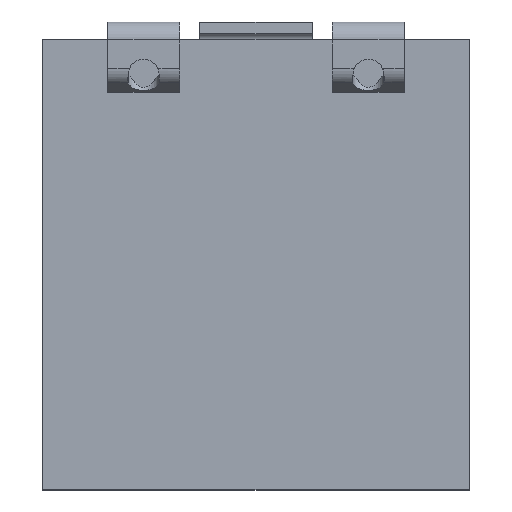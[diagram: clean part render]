
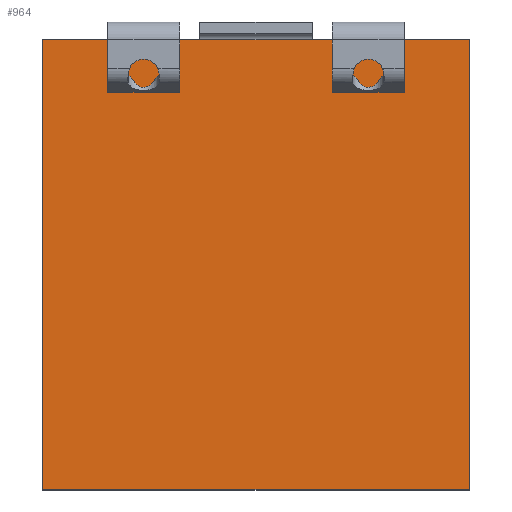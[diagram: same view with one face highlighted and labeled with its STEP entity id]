
A CAD part, top view. The second image highlights one B-rep face of the part: STEP entity #964.
In plain terms, the highlighted planar face has unit normal (0, 0, 1).
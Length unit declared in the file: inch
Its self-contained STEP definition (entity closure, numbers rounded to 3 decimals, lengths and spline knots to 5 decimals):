
#781=CARTESIAN_POINT('',(-0.06727,0.09303,0.));
#782=VERTEX_POINT('',#781);
#804=CARTESIAN_POINT('',(-0.05673,0.09303,0.));
#805=VERTEX_POINT('',#804);
#813=CARTESIAN_POINT('',(-0.05673,0.09303,-0.));
#814=CARTESIAN_POINT('',(-0.05717,0.09217,0.));
#815=CARTESIAN_POINT('',(-0.05805,0.09092,0.));
#816=CARTESIAN_POINT('',(-0.0598,0.08936,0.));
#817=CARTESIAN_POINT('',(-0.062,0.08869,0.));
#818=CARTESIAN_POINT('',(-0.0642,0.08936,0.));
#819=CARTESIAN_POINT('',(-0.06595,0.09092,0.));
#820=CARTESIAN_POINT('',(-0.06683,0.09217,0.));
#821=CARTESIAN_POINT('',(-0.06727,0.09303,-0.));
#822=B_SPLINE_CURVE_WITH_KNOTS('',3,(#813,#814,#815,#816,#817,#818,#819,#820,#821),.UNSPECIFIED.,.F.,.F.,(4,1,1,1,1,1,4),(0.,0.125,0.25,0.5,0.75,0.875,1.),.UNSPECIFIED.);
#823=EDGE_CURVE('',#805,#782,#822,.T.);
#828=CARTESIAN_POINT('',(-0.012,0.01,0.));
#829=DIRECTION('',(0.,0.,1.));
#830=DIRECTION('',(-1.,0.,0.));
#831=AXIS2_PLACEMENT_3D('',#828,#829,#830);
#832=PLANE('',#831);
#833=CARTESIAN_POINT('',(-0.107,-0.09,0.));
#834=VERTEX_POINT('',#833);
#835=CARTESIAN_POINT('',(-0.107,0.11,0.));
#836=VERTEX_POINT('',#835);
#837=CARTESIAN_POINT('',(-0.107,-0.09,0.));
#838=DIRECTION('',(0.,1.,0.));
#839=VECTOR('',#838,0.2);
#840=LINE('',#837,#839);
#841=EDGE_CURVE('',#834,#836,#840,.T.);
#842=ORIENTED_EDGE('',*,*,#841,.F.);
#843=CARTESIAN_POINT('',(0.083,-0.09,0.));
#844=VERTEX_POINT('',#843);
#845=CARTESIAN_POINT('',(0.083,-0.09,0.));
#846=DIRECTION('',(-1.,0.,0.));
#847=VECTOR('',#846,0.19);
#848=LINE('',#845,#847);
#849=EDGE_CURVE('',#844,#834,#848,.T.);
#850=ORIENTED_EDGE('',*,*,#849,.F.);
#851=CARTESIAN_POINT('',(0.083,0.11,0.));
#852=VERTEX_POINT('',#851);
#853=CARTESIAN_POINT('',(0.083,-0.09,0.));
#854=DIRECTION('',(0.,1.,0.));
#855=VECTOR('',#854,0.2);
#856=LINE('',#853,#855);
#857=EDGE_CURVE('',#844,#852,#856,.T.);
#858=ORIENTED_EDGE('',*,*,#857,.T.);
#859=CARTESIAN_POINT('',(0.083,0.11,0.));
#860=DIRECTION('',(-1.,0.,0.));
#861=VECTOR('',#860,0.19);
#862=LINE('',#859,#861);
#863=EDGE_CURVE('',#852,#836,#862,.T.);
#864=ORIENTED_EDGE('',*,*,#863,.T.);
#865=EDGE_LOOP('',(#842,#850,#858,#864));
#866=FACE_BOUND('',#865,.T.);
#867=CARTESIAN_POINT('',(-0.078,0.08685,0.));
#868=VERTEX_POINT('',#867);
#869=CARTESIAN_POINT('',(-0.078,0.09303,0.));
#870=VERTEX_POINT('',#869);
#871=CARTESIAN_POINT('',(-0.078,0.08685,0.));
#872=DIRECTION('',(0.,1.,0.));
#873=VECTOR('',#872,0.00618);
#874=LINE('',#871,#873);
#875=EDGE_CURVE('',#868,#870,#874,.T.);
#876=ORIENTED_EDGE('',*,*,#875,.T.);
#877=CARTESIAN_POINT('',(-0.06727,0.09303,0.));
#878=DIRECTION('',(-1.,0.,0.));
#879=VECTOR('',#878,0.01073);
#880=LINE('',#877,#879);
#881=EDGE_CURVE('',#782,#870,#880,.T.);
#882=ORIENTED_EDGE('',*,*,#881,.F.);
#883=ORIENTED_EDGE('',*,*,#823,.F.);
#884=CARTESIAN_POINT('',(-0.046,0.09303,0.));
#885=VERTEX_POINT('',#884);
#886=CARTESIAN_POINT('',(-0.046,0.09303,0.));
#887=DIRECTION('',(-1.,0.,0.));
#888=VECTOR('',#887,0.01073);
#889=LINE('',#886,#888);
#890=EDGE_CURVE('',#885,#805,#889,.T.);
#891=ORIENTED_EDGE('',*,*,#890,.F.);
#892=CARTESIAN_POINT('',(-0.046,0.08685,0.));
#893=VERTEX_POINT('',#892);
#894=CARTESIAN_POINT('',(-0.046,0.09303,0.));
#895=DIRECTION('',(0.,-1.,0.));
#896=VECTOR('',#895,0.00618);
#897=LINE('',#894,#896);
#898=EDGE_CURVE('',#885,#893,#897,.T.);
#899=ORIENTED_EDGE('',*,*,#898,.T.);
#900=CARTESIAN_POINT('',(-0.078,0.08685,0.));
#901=DIRECTION('',(1.,0.,-0.));
#902=VECTOR('',#901,0.032);
#903=LINE('',#900,#902);
#904=EDGE_CURVE('',#868,#893,#903,.T.);
#905=ORIENTED_EDGE('',*,*,#904,.F.);
#906=EDGE_LOOP('',(#876,#882,#883,#891,#899,#905));
#907=FACE_BOUND('',#906,.T.);
#908=CARTESIAN_POINT('',(0.022,0.08685,0.));
#909=VERTEX_POINT('',#908);
#910=CARTESIAN_POINT('',(0.022,0.09303,0.));
#911=VERTEX_POINT('',#910);
#912=CARTESIAN_POINT('',(0.022,0.08685,0.));
#913=DIRECTION('',(0.,1.,0.));
#914=VECTOR('',#913,0.00618);
#915=LINE('',#912,#914);
#916=EDGE_CURVE('',#909,#911,#915,.T.);
#917=ORIENTED_EDGE('',*,*,#916,.T.);
#918=CARTESIAN_POINT('',(0.03273,0.09303,0.));
#919=VERTEX_POINT('',#918);
#920=CARTESIAN_POINT('',(0.03273,0.09303,0.));
#921=DIRECTION('',(-1.,0.,0.));
#922=VECTOR('',#921,0.01073);
#923=LINE('',#920,#922);
#924=EDGE_CURVE('',#919,#911,#923,.T.);
#925=ORIENTED_EDGE('',*,*,#924,.F.);
#926=CARTESIAN_POINT('',(0.04327,0.09303,0.));
#927=VERTEX_POINT('',#926);
#928=CARTESIAN_POINT('',(0.04327,0.09303,-0.));
#929=CARTESIAN_POINT('',(0.04283,0.09217,0.));
#930=CARTESIAN_POINT('',(0.04195,0.09092,0.));
#931=CARTESIAN_POINT('',(0.0402,0.08936,0.));
#932=CARTESIAN_POINT('',(0.038,0.08869,0.));
#933=CARTESIAN_POINT('',(0.0358,0.08936,0.));
#934=CARTESIAN_POINT('',(0.03405,0.09092,0.));
#935=CARTESIAN_POINT('',(0.03317,0.09217,0.));
#936=CARTESIAN_POINT('',(0.03273,0.09303,0.));
#937=B_SPLINE_CURVE_WITH_KNOTS('',3,(#928,#929,#930,#931,#932,#933,#934,#935,#936),.UNSPECIFIED.,.F.,.F.,(4,1,1,1,1,1,4),(0.,0.125,0.25,0.5,0.75,0.875,1.),.UNSPECIFIED.);
#938=EDGE_CURVE('',#927,#919,#937,.T.);
#939=ORIENTED_EDGE('',*,*,#938,.F.);
#940=CARTESIAN_POINT('',(0.054,0.09303,0.));
#941=VERTEX_POINT('',#940);
#942=CARTESIAN_POINT('',(0.054,0.09303,0.));
#943=DIRECTION('',(-1.,-0.,0.));
#944=VECTOR('',#943,0.01073);
#945=LINE('',#942,#944);
#946=EDGE_CURVE('',#941,#927,#945,.T.);
#947=ORIENTED_EDGE('',*,*,#946,.F.);
#948=CARTESIAN_POINT('',(0.054,0.08685,0.));
#949=VERTEX_POINT('',#948);
#950=CARTESIAN_POINT('',(0.054,0.09303,0.));
#951=DIRECTION('',(0.,-1.,0.));
#952=VECTOR('',#951,0.00618);
#953=LINE('',#950,#952);
#954=EDGE_CURVE('',#941,#949,#953,.T.);
#955=ORIENTED_EDGE('',*,*,#954,.T.);
#956=CARTESIAN_POINT('',(0.022,0.08685,0.));
#957=DIRECTION('',(1.,0.,-0.));
#958=VECTOR('',#957,0.032);
#959=LINE('',#956,#958);
#960=EDGE_CURVE('',#909,#949,#959,.T.);
#961=ORIENTED_EDGE('',*,*,#960,.F.);
#962=EDGE_LOOP('',(#917,#925,#939,#947,#955,#961));
#963=FACE_BOUND('',#962,.T.);
#964=ADVANCED_FACE('',(#866,#907,#963),#832,.T.);
